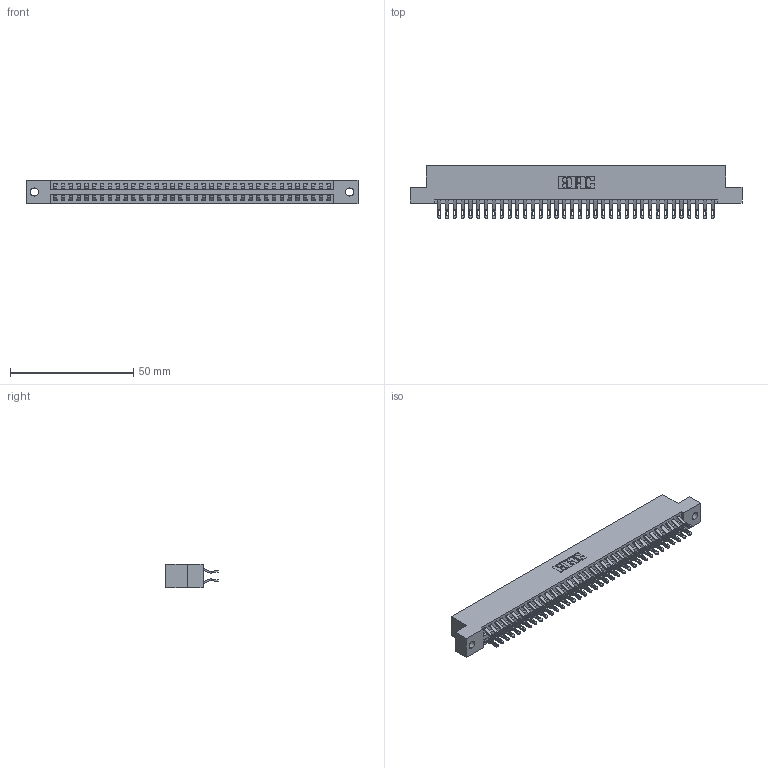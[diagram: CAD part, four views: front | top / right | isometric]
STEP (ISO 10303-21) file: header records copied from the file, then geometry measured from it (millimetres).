
FILE_DESCRIPTION (( 'STEP AP203' ), '1' );
FILE_NAME ('396-072-555-202.STEP', '2018-09-09T10:26:43', ( '' ), ( '' ), 'SwSTEP 2.0', 'SolidWorks 2016', '' );
FILE_SCHEMA (( 'CONFIG_CONTROL_DESIGN' ));
Length unit declared in the file: inch
Products named in the file (3): 396-072-555-202; 346 Part_Flush Mounting Lugs - 0.128 Dia; 345-292-001_555 Tail
Assembly tree (73 placements, depth 2):
  396-072-555-202
    346 Part_Flush Mounting Lugs - 0.128 Dia
    345-292-001_555 Tail  x72
Bounding box: 134.87 x 21.46 x 9.4 mm (x, y, z)
Volume: 13277.4 mm3; surface area: 18631.6 mm2
Topology: 73 solids, 73 shells, 4298 faces, 13505 edges, 9002 vertices
Faces by surface type: plane 2452, cylinder 1846
Entity records: 24631 total; most frequent: CARTESIAN_POINT 4102, ORIENTED_EDGE 4006, DIRECTION 3635, EDGE_CURVE 2003, LINE 1707, VECTOR 1707, VERTEX_POINT 1334, AXIS2_PLACEMENT_3D 964
